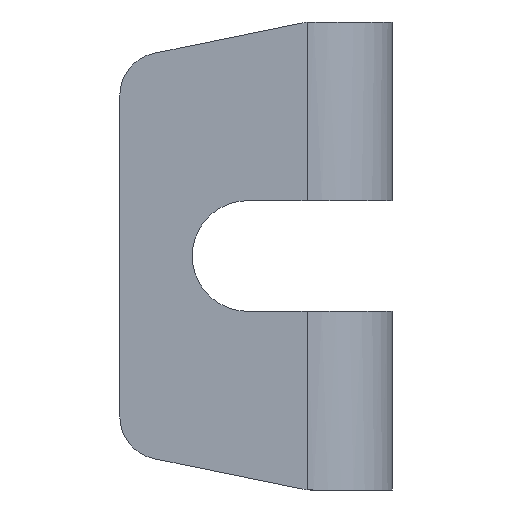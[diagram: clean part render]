
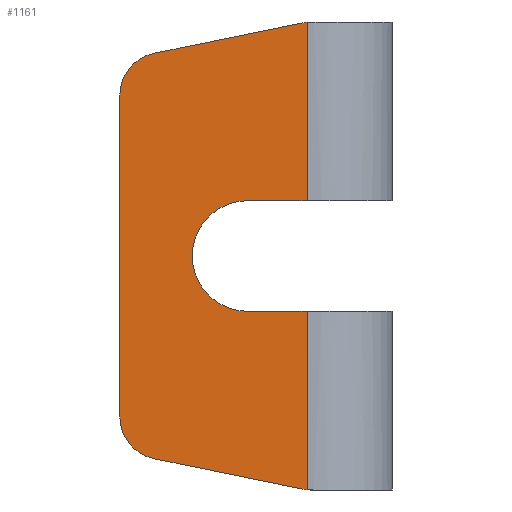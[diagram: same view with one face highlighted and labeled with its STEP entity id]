
A CAD part, left-side view. The second image highlights one B-rep face of the part: STEP entity #1161.
In plain terms, the highlighted planar face has unit normal (-1, 0, 0).
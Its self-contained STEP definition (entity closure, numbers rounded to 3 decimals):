
#64=CIRCLE('',#1263,5.);
#70=CIRCLE('',#1272,6.5);
#71=CIRCLE('',#1273,5.);
#72=CIRCLE('',#1274,5.);
#73=CIRCLE('',#1275,5.);
#109=PLANE('',#1271);
#156=FACE_OUTER_BOUND('',#220,.T.);
#220=EDGE_LOOP('',(#885,#886,#887,#888,#889,#890,#891,#892,#893,#894,#895,
#896));
#307=LINE('',#1890,#411);
#328=LINE('',#1955,#432);
#330=LINE('',#1958,#434);
#331=LINE('',#1961,#435);
#332=LINE('',#1962,#436);
#333=LINE('',#1966,#437);
#334=LINE('',#1970,#438);
#411=VECTOR('',#1436,10.);
#432=VECTOR('',#1507,10.);
#434=VECTOR('',#1511,10.);
#435=VECTOR('',#1514,10.);
#436=VECTOR('',#1515,10.);
#437=VECTOR('',#1518,10.);
#438=VECTOR('',#1521,10.);
#470=VERTEX_POINT('',#1674);
#476=VERTEX_POINT('',#1692);
#483=VERTEX_POINT('',#1725);
#484=VERTEX_POINT('',#1732);
#529=VERTEX_POINT('',#1888);
#540=VERTEX_POINT('',#1931);
#548=VERTEX_POINT('',#1954);
#549=VERTEX_POINT('',#1959);
#550=VERTEX_POINT('',#1963);
#551=VERTEX_POINT('',#1965);
#552=VERTEX_POINT('',#1967);
#553=VERTEX_POINT('',#1969);
#639=EDGE_CURVE('',#484,#529,#307,.T.);
#661=EDGE_CURVE('',#483,#540,#64,.T.);
#674=EDGE_CURVE('',#548,#540,#328,.T.);
#676=EDGE_CURVE('',#483,#484,#330,.T.);
#677=EDGE_CURVE('',#529,#549,#70,.T.);
#678=EDGE_CURVE('',#549,#476,#331,.T.);
#679=EDGE_CURVE('',#476,#470,#332,.T.);
#680=EDGE_CURVE('',#550,#470,#71,.T.);
#681=EDGE_CURVE('',#550,#551,#333,.T.);
#682=EDGE_CURVE('',#552,#551,#72,.T.);
#683=EDGE_CURVE('',#553,#552,#334,.T.);
#684=EDGE_CURVE('',#548,#553,#73,.T.);
#885=ORIENTED_EDGE('',*,*,#661,.F.);
#886=ORIENTED_EDGE('',*,*,#676,.T.);
#887=ORIENTED_EDGE('',*,*,#639,.T.);
#888=ORIENTED_EDGE('',*,*,#677,.T.);
#889=ORIENTED_EDGE('',*,*,#678,.T.);
#890=ORIENTED_EDGE('',*,*,#679,.T.);
#891=ORIENTED_EDGE('',*,*,#680,.F.);
#892=ORIENTED_EDGE('',*,*,#681,.T.);
#893=ORIENTED_EDGE('',*,*,#682,.F.);
#894=ORIENTED_EDGE('',*,*,#683,.F.);
#895=ORIENTED_EDGE('',*,*,#684,.F.);
#896=ORIENTED_EDGE('',*,*,#674,.T.);
#1161=ADVANCED_FACE('',(#156),#109,.T.);
#1263=AXIS2_PLACEMENT_3D('',#1932,#1484,#1485);
#1271=AXIS2_PLACEMENT_3D('',#1957,#1509,#1510);
#1272=AXIS2_PLACEMENT_3D('',#1960,#1512,#1513);
#1273=AXIS2_PLACEMENT_3D('',#1964,#1516,#1517);
#1274=AXIS2_PLACEMENT_3D('',#1968,#1519,#1520);
#1275=AXIS2_PLACEMENT_3D('',#1971,#1522,#1523);
#1436=DIRECTION('',(0.,1.,0.));
#1484=DIRECTION('center_axis',(1.,0.,0.));
#1485=DIRECTION('ref_axis',(0.,0.101,-0.995));
#1507=DIRECTION('',(0.,-0.98,-0.2));
#1509=DIRECTION('center_axis',(-1.,0.,0.));
#1510=DIRECTION('ref_axis',(0.,0.,
-1.));
#1511=DIRECTION('',(0.,0.,1.));
#1512=DIRECTION('center_axis',(1.,0.,0.));
#1513=DIRECTION('ref_axis',(0.,0.,1.));
#1514=DIRECTION('',(0.,-1.,0.));
#1515=DIRECTION('',(0.,0.,1.));
#1516=DIRECTION('center_axis',(1.,0.,0.));
#1517=DIRECTION('ref_axis',(0.,0.101,0.995));
#1518=DIRECTION('',(0.,0.98,-0.2));
#1519=DIRECTION('center_axis',(1.,0.,0.));
#1520=DIRECTION('ref_axis',(0.,0.775,0.632));
#1521=DIRECTION('',(0.,0.,1.));
#1522=DIRECTION('center_axis',(1.,0.,0.));
#1523=DIRECTION('ref_axis',(0.,0.775,-0.632));
#1674=CARTESIAN_POINT('',(-40.,10.,27.474));
#1692=CARTESIAN_POINT('',(-40.,10.,6.5));
#1725=CARTESIAN_POINT('',(-40.,10.,-27.474));
#1732=CARTESIAN_POINT('',(-40.,10.,-6.5));
#1888=CARTESIAN_POINT('',(-40.,17.,-6.5));
#1890=CARTESIAN_POINT('',(-40.,-23.896,-6.5));
#1931=CARTESIAN_POINT('',(-40.,10.496,-27.399));
#1932=CARTESIAN_POINT('Origin',(-40.,9.494,-22.5));
#1954=CARTESIAN_POINT('',(-40.,28.002,-23.818));
#1955=CARTESIAN_POINT('',(-40.,4.553,-28.614));
#1957=CARTESIAN_POINT('Origin',(-40.,-29.896,0.));
#1958=CARTESIAN_POINT('',(-40.,10.,0.));
#1959=CARTESIAN_POINT('',(-40.,17.,6.5));
#1960=CARTESIAN_POINT('Origin',(-40.,17.,0.));
#1961=CARTESIAN_POINT('',(-40.,-6.448,6.5));
#1962=CARTESIAN_POINT('',(-40.,10.,0.));
#1963=CARTESIAN_POINT('',(-40.,10.496,27.399));
#1964=CARTESIAN_POINT('Origin',(-40.,9.494,22.5));
#1965=CARTESIAN_POINT('',(-40.,28.002,23.818));
#1966=CARTESIAN_POINT('',(-40.,-6.447,30.864));
#1967=CARTESIAN_POINT('',(-40.,32.,18.919));
#1968=CARTESIAN_POINT('Origin',(-40.,27.,18.919));
#1969=CARTESIAN_POINT('',(-40.,32.,-18.919));
#1970=CARTESIAN_POINT('',(-40.,32.,-27.5));
#1971=CARTESIAN_POINT('Origin',(-40.,27.,-18.919));
